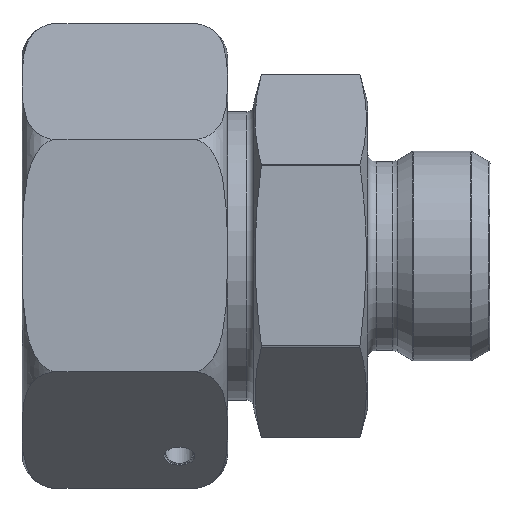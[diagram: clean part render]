
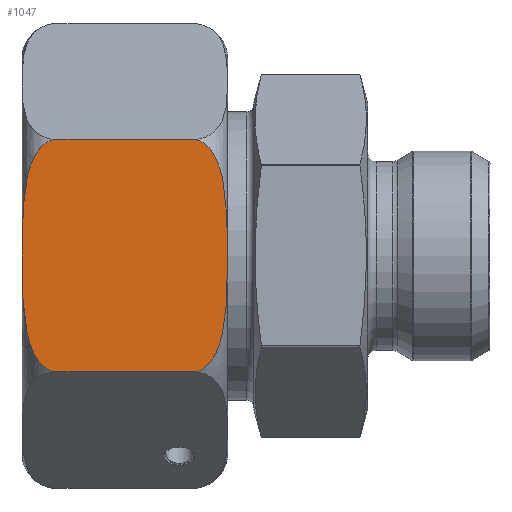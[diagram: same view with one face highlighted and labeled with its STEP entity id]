
A CAD part, top view. The second image highlights one B-rep face of the part: STEP entity #1047.
In plain terms, the highlighted face is planar.
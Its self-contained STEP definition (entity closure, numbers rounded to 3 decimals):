
#793=PLANE('',#5375);
#1047=ADVANCED_FACE('',(#1295),#793,.F.);
#1295=FACE_OUTER_BOUND('',#1626,.T.);
#1626=EDGE_LOOP('',(#2681,#2682,#2683,#2684));
#2068=B_SPLINE_CURVE_WITH_KNOTS('',3,(#8069,#8070,#8071,#8072,#8073,#8074,
#8075,#8076,#8077,#8078,#8079,#8080,#8081,#8082,#8083,#8084,#8085,#8086),
 .UNSPECIFIED.,.F.,.F.,(4,2,2,2,2,2,2,2,4),(0.,0.063,0.125,
0.25,0.5,0.75,0.875,0.938,1.),.UNSPECIFIED.);
#2076=B_SPLINE_CURVE_WITH_KNOTS('',3,(#8221,#8222,#8223,#8224,#8225,#8226,
#8227,#8228,#8229,#8230,#8231,#8232,#8233,#8234,#8235,#8236,#8237,#8238),
 .UNSPECIFIED.,.F.,.F.,(4,2,2,2,2,2,2,2,4),(0.,0.062,0.125,
0.25,0.5,0.75,0.875,0.938,1.),.UNSPECIFIED.);
#2681=ORIENTED_EDGE('',*,*,#4435,.T.);
#2682=ORIENTED_EDGE('',*,*,#4413,.T.);
#2683=ORIENTED_EDGE('',*,*,#4209,.F.);
#2684=ORIENTED_EDGE('',*,*,#4421,.T.);
#3721=VERTEX_POINT('',#6823);
#3722=VERTEX_POINT('',#6824);
#3925=VERTEX_POINT('',#8087);
#3931=VERTEX_POINT('',#8220);
#4209=EDGE_CURVE('',#3721,#3722,#4835,.T.);
#4413=EDGE_CURVE('',#3925,#3722,#2068,.T.);
#4421=EDGE_CURVE('',#3721,#3931,#2076,.T.);
#4435=EDGE_CURVE('',#3931,#3925,#4840,.T.);
#4835=LINE('',#6822,#5043);
#4840=LINE('',#8272,#5048);
#5043=VECTOR('',#5761,1.);
#5048=VECTOR('',#5828,1.);
#5375=AXIS2_PLACEMENT_3D('',#8274,#5831,#5832);
#5761=DIRECTION('',(-1.,0.,0.));
#5828=DIRECTION('',(-1.,0.,0.));
#5831=DIRECTION('',(0.,-0.5,-0.866));
#5832=DIRECTION('',(0.,0.866,-0.5));
#6822=CARTESIAN_POINT('',(25.,0.,26.558));
#6823=CARTESIAN_POINT('',(19.735,0.,26.558));
#6824=CARTESIAN_POINT('',(3.765,0.,26.558));
#8069=CARTESIAN_POINT('',(3.765,23.,13.279));
#8070=CARTESIAN_POINT('',(3.143,22.937,13.316));
#8071=CARTESIAN_POINT('',(2.599,22.625,13.495));
#8072=CARTESIAN_POINT('',(1.757,21.838,13.95));
#8073=CARTESIAN_POINT('',(1.447,21.369,14.221));
#8074=CARTESIAN_POINT('',(0.711,19.905,15.066));
#8075=CARTESIAN_POINT('',(0.47,18.849,15.676));
#8076=CARTESIAN_POINT('',(0.007,15.699,17.495));
#8077=CARTESIAN_POINT('',(0.023,13.588,18.713));
#8078=CARTESIAN_POINT('',(0.024,9.368,21.149));
#8079=CARTESIAN_POINT('',(0.009,7.246,22.375));
#8080=CARTESIAN_POINT('',(0.48,4.105,24.188));
#8081=CARTESIAN_POINT('',(0.722,3.064,24.789));
#8082=CARTESIAN_POINT('',(1.461,1.609,25.629));
#8083=CARTESIAN_POINT('',(1.773,1.143,25.898));
#8084=CARTESIAN_POINT('',(2.604,0.373,26.343));
#8085=CARTESIAN_POINT('',(3.15,0.063,26.522));
#8086=CARTESIAN_POINT('',(3.765,0.,26.558));
#8087=CARTESIAN_POINT('',(3.765,23.,13.279));
#8220=CARTESIAN_POINT('',(19.735,23.,13.279));
#8221=CARTESIAN_POINT('',(19.735,0.,26.558));
#8222=CARTESIAN_POINT('',(20.357,0.063,26.522));
#8223=CARTESIAN_POINT('',(20.901,0.375,26.342));
#8224=CARTESIAN_POINT('',(21.743,1.162,25.887));
#8225=CARTESIAN_POINT('',(22.053,1.631,25.616));
#8226=CARTESIAN_POINT('',(22.789,3.095,24.771));
#8227=CARTESIAN_POINT('',(23.03,4.151,24.162));
#8228=CARTESIAN_POINT('',(23.493,7.301,22.343));
#8229=CARTESIAN_POINT('',(23.477,9.412,21.124));
#8230=CARTESIAN_POINT('',(23.476,13.632,18.688));
#8231=CARTESIAN_POINT('',(23.491,15.754,17.462));
#8232=CARTESIAN_POINT('',(23.02,18.895,15.649));
#8233=CARTESIAN_POINT('',(22.778,19.936,15.048));
#8234=CARTESIAN_POINT('',(22.039,21.391,14.208));
#8235=CARTESIAN_POINT('',(21.727,21.857,13.939));
#8236=CARTESIAN_POINT('',(20.896,22.627,13.495));
#8237=CARTESIAN_POINT('',(20.35,22.937,13.315));
#8238=CARTESIAN_POINT('',(19.735,23.,13.279));
#8272=CARTESIAN_POINT('',(25.,23.,13.279));
#8274=CARTESIAN_POINT('',(25.,23.,13.279));
